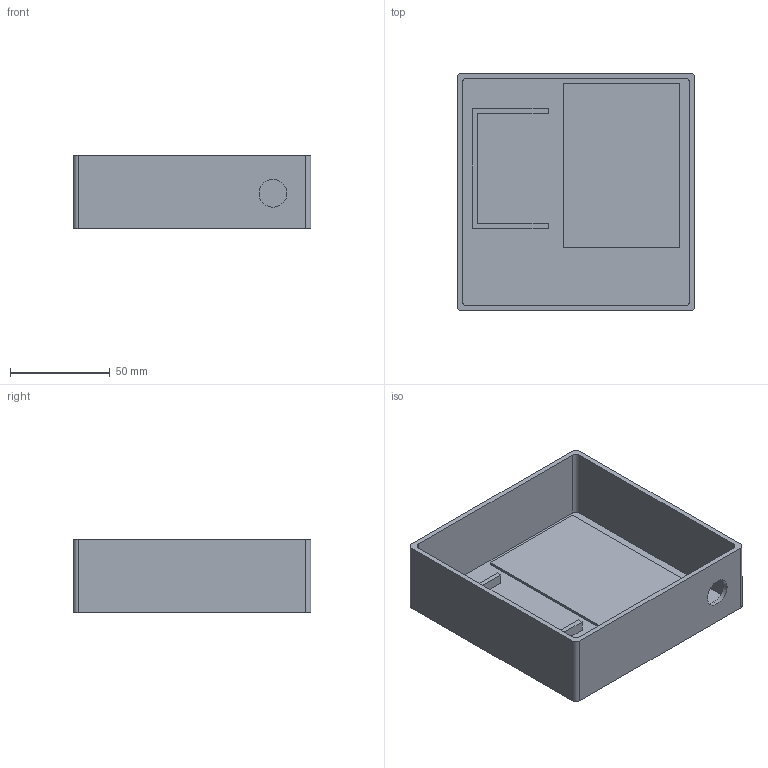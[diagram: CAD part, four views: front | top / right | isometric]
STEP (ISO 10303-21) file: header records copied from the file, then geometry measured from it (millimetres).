
FILE_DESCRIPTION (( 'STEP AP203' ), '1' );
FILE_NAME ('Protoboard and Arduino Holder.STEP', '2026-01-18T18:16:32', ( '' ), ( '' ), 'SwSTEP 2.0', 'SolidWorks 2025', '' );
FILE_SCHEMA (( 'CONFIG_CONTROL_DESIGN' ));
Length unit declared in the file: inch
Products named in the file (1): Protoboard and Arduino Holder
Bounding box: 119.38 x 119.38 x 36.83 mm (x, y, z)
Volume: 67735.3 mm3; surface area: 63544.5 mm2
Topology: 1 solids, 1 shells, 35 faces, 90 edges, 60 vertices
Faces by surface type: plane 25, cylinder 10
Entity records: 1147 total; most frequent: CARTESIAN_POINT 186, DIRECTION 182, ORIENTED_EDGE 180, EDGE_CURVE 90, LINE 70, VECTOR 70, VERTEX_POINT 60, AXIS2_PLACEMENT_3D 56
